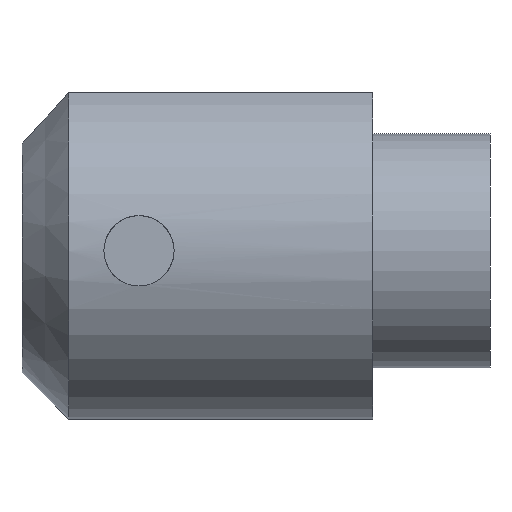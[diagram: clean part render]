
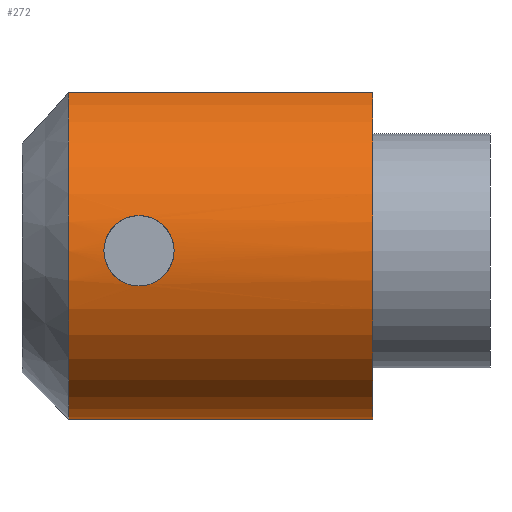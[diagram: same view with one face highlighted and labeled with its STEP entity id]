
A CAD part, left-side view. The second image highlights one B-rep face of the part: STEP entity #272.
In plain terms, the highlighted cylindrical face has radius 7.2 mm (diameter 14.4 mm), a partial arc.
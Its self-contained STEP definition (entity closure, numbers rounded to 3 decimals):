
#2 = CARTESIAN_POINT ( 'NONE',  ( -7.08, 14.244, 1.31 ) ) ;
#7 = CARTESIAN_POINT ( 'NONE',  ( -7.2, 16.5, -0.098 ) ) ;
#26 = FACE_OUTER_BOUND ( 'NONE', #216, .T. ) ;
#29 = FACE_BOUND ( 'NONE', #241, .T. ) ;
#48 = CARTESIAN_POINT ( 'NONE',  ( -7.142, 13.802, 0.923 ) ) ;
#49 = ORIENTED_EDGE ( 'NONE', *, *, #321, .T. ) ;
#53 = CARTESIAN_POINT ( 'NONE',  ( -7.101, 14.078, -1.199 ) ) ;
#55 = EDGE_CURVE ( 'NONE', #683, #437, #523, .T. ) ;
#64 = CARTESIAN_POINT ( 'NONE',  ( -7.111, 15.992, 1.13 ) ) ;
#67 = CARTESIAN_POINT ( 'NONE',  ( -7.19, 16.452, -0.39 ) ) ;
#77 = CARTESIAN_POINT ( 'NONE',  ( -7.184, 16.423, -0.484 ) ) ;
#94 = DIRECTION ( 'NONE',  ( 0., -1., 0. ) ) ;
#102 = CARTESIAN_POINT ( 'NONE',  ( -7.142, 13.808, -0.916 ) ) ;
#105 = CARTESIAN_POINT ( 'NONE',  ( -7.161, 13.699, -0.753 ) ) ;
#126 = CARTESIAN_POINT ( 'NONE',  ( -7.161, 16.301, -0.753 ) ) ;
#130 = AXIS2_PLACEMENT_3D ( 'NONE', #587, #467, #189 ) ;
#132 = CARTESIAN_POINT ( 'NONE',  ( -7.101, 15.922, -1.2 ) ) ;
#158 = CARTESIAN_POINT ( 'NONE',  ( -7.058, 14.515, 1.423 ) ) ;
#159 = ORIENTED_EDGE ( 'NONE', *, *, #55, .T. ) ;
#169 = CARTESIAN_POINT ( 'NONE',  ( -7.052, 14.611, 1.452 ) ) ;
#173 = CARTESIAN_POINT ( 'NONE',  ( -7.044, 14.803, 1.49 ) ) ;
#180 = CARTESIAN_POINT ( 'NONE',  ( -7.044, 15.198, -1.49 ) ) ;
#184 = CARTESIAN_POINT ( 'NONE',  ( -7.082, 15.752, 1.301 ) ) ;
#189 = DIRECTION ( 'NONE',  ( 0., 0., -1. ) ) ;
#193 = DIRECTION ( 'NONE',  ( 0., 0., -1. ) ) ;
#216 = EDGE_LOOP ( 'NONE', ( #314, #742, #295, #728 ) ) ;
#219 = CARTESIAN_POINT ( 'NONE',  ( -7.191, 13.54, 0.395 ) ) ;
#222 = CARTESIAN_POINT ( 'NONE',  ( -7.051, 14.606, -1.46 ) ) ;
#229 = CARTESIAN_POINT ( 'NONE',  ( -7.132, 13.871, -0.993 ) ) ;
#241 = EDGE_LOOP ( 'NONE', ( #159, #49 ) ) ;
#247 = CARTESIAN_POINT ( 'NONE',  ( -7.08, 15.757, -1.31 ) ) ;
#250 = AXIS2_PLACEMENT_3D ( 'NONE', #317, #94, #274 ) ;
#256 = CARTESIAN_POINT ( 'NONE',  ( -2.5, 5., 6.752 ) ) ;
#259 = CARTESIAN_POINT ( 'NONE',  ( 0., 18., 0. ) ) ;
#272 = ADVANCED_FACE ( 'NONE', ( #29, #26 ), #601, .T. ) ;
#274 = DIRECTION ( 'NONE',  ( 0., 0., -1. ) ) ;
#295 = ORIENTED_EDGE ( 'NONE', *, *, #743, .F. ) ;
#303 = VERTEX_POINT ( 'NONE', #507 ) ;
#304 = VECTOR ( 'NONE', #663, 1000. ) ;
#307 = CARTESIAN_POINT ( 'NONE',  ( -7.073, 15.666, 1.347 ) ) ;
#310 = CARTESIAN_POINT ( 'NONE',  ( -7.191, 16.46, 0.394 ) ) ;
#314 = ORIENTED_EDGE ( 'NONE', *, *, #554, .T. ) ;
#317 = CARTESIAN_POINT ( 'NONE',  ( 0., 0., 0. ) ) ;
#321 = EDGE_CURVE ( 'NONE', #437, #683, #491, .T. ) ;
#330 = CARTESIAN_POINT ( 'NONE',  ( -7.162, 13.69, 0.756 ) ) ;
#357 = CARTESIAN_POINT ( 'NONE',  ( -7.052, 15.39, -1.452 ) ) ;
#361 = CARTESIAN_POINT ( 'NONE',  ( -7.198, 16.49, -0.197 ) ) ;
#363 = LINE ( 'NONE', #585, #623 ) ;
#366 = EDGE_CURVE ( 'NONE', #638, #579, #363, .T. ) ;
#386 = CIRCLE ( 'NONE', #130, 7.2 ) ;
#389 = CARTESIAN_POINT ( 'NONE',  ( 0., 5., -7.2 ) ) ;
#390 = CARTESIAN_POINT ( 'NONE',  ( -7.101, 14.077, 1.199 ) ) ;
#401 = CARTESIAN_POINT ( 'NONE',  ( -7.17, 13.653, -0.667 ) ) ;
#410 = CARTESIAN_POINT ( 'NONE',  ( -7.058, 15.484, -1.423 ) ) ;
#414 = CARTESIAN_POINT ( 'NONE',  ( -7.2, 16.5, 0.196 ) ) ;
#423 = CARTESIAN_POINT ( 'NONE',  ( -7.042, 15., 1.5 ) ) ;
#429 = CARTESIAN_POINT ( 'NONE',  ( 0., 0., -7.2 ) ) ;
#436 = CIRCLE ( 'NONE', #698, 7.2 ) ;
#437 = VERTEX_POINT ( 'NONE', #535 ) ;
#438 = DIRECTION ( 'NONE',  ( 0., -1., 0. ) ) ;
#467 = DIRECTION ( 'NONE',  ( 0., -1., 0. ) ) ;
#477 = CARTESIAN_POINT ( 'NONE',  ( -7.132, 16.131, -0.991 ) ) ;
#491 = B_SPLINE_CURVE_WITH_KNOTS ( 'NONE', 3,
 ( #570, #525, #173, #169, #158, #2, #390, #48, #330, #219, #628, #620, #754, #577, #624, #401, #105, #102, #229, #53, #574, #222, #696, #746 ),
 .UNSPECIFIED., .F., .F.,
 ( 4, 2, 2, 2, 2, 2, 2, 2, 2, 2, 2, 4 ),
 ( 0.007, 0.007, 0.008, 0.008, 0.009, 0.009, 0.01, 0.01, 0.01, 0.011, 0.011, 0.012 ),
 .UNSPECIFIED. ) ;
#507 = CARTESIAN_POINT ( 'NONE',  ( 0., 18., -7.2 ) ) ;
#519 = EDGE_CURVE ( 'NONE', #303, #708, #607, .T. ) ;
#523 = B_SPLINE_CURVE_WITH_KNOTS ( 'NONE', 3,
 ( #703, #657, #180, #357, #410, #247, #132, #477, #597, #126, #713, #77, #67, #361, #7, #414, #310, #720, #533, #64, #541, #184, #307, #546, #590, #423 ),
 .UNSPECIFIED., .F., .F.,
 ( 4, 2, 2, 2, 2, 2, 2, 2, 2, 2, 2, 2, 4 ),
 ( 0.002, 0.003, 0.003, 0.004, 0.004, 0.004, 0.004, 0.005, 0.005, 0.006, 0.006, 0.006, 0.007 ),
 .UNSPECIFIED. ) ;
#525 = CARTESIAN_POINT ( 'NONE',  ( -7.042, 14.901, 1.5 ) ) ;
#533 = CARTESIAN_POINT ( 'NONE',  ( -7.142, 16.199, 0.922 ) ) ;
#535 = CARTESIAN_POINT ( 'NONE',  ( -7.042, 15., 1.5 ) ) ;
#541 = CARTESIAN_POINT ( 'NONE',  ( -7.101, 15.915, 1.193 ) ) ;
#546 = CARTESIAN_POINT ( 'NONE',  ( -7.051, 15.393, 1.461 ) ) ;
#554 = EDGE_CURVE ( 'NONE', #579, #303, #436, .T. ) ;
#570 = CARTESIAN_POINT ( 'NONE',  ( -7.042, 15., 1.5 ) ) ;
#574 = CARTESIAN_POINT ( 'NONE',  ( -7.08, 14.245, -1.311 ) ) ;
#577 = CARTESIAN_POINT ( 'NONE',  ( -7.19, 13.548, -0.39 ) ) ;
#579 = VERTEX_POINT ( 'NONE', #611 ) ;
#585 = CARTESIAN_POINT ( 'NONE',  ( -2.5, 0., 6.752 ) ) ;
#587 = CARTESIAN_POINT ( 'NONE',  ( 0., 5., 0. ) ) ;
#590 = CARTESIAN_POINT ( 'NONE',  ( -7.042, 15.198, 1.5 ) ) ;
#597 = CARTESIAN_POINT ( 'NONE',  ( -7.142, 16.193, -0.915 ) ) ;
#601 = CYLINDRICAL_SURFACE ( 'NONE', #250, 7.2 ) ;
#607 = LINE ( 'NONE', #429, #304 ) ;
#611 = CARTESIAN_POINT ( 'NONE',  ( -2.5, 18., 6.752 ) ) ;
#620 = CARTESIAN_POINT ( 'NONE',  ( -7.2, 13.5, -0.1 ) ) ;
#623 = VECTOR ( 'NONE', #652, 1000. ) ;
#624 = CARTESIAN_POINT ( 'NONE',  ( -7.184, 13.577, -0.485 ) ) ;
#628 = CARTESIAN_POINT ( 'NONE',  ( -7.2, 13.5, 0.198 ) ) ;
#638 = VERTEX_POINT ( 'NONE', #256 ) ;
#652 = DIRECTION ( 'NONE',  ( 0., 1., 0. ) ) ;
#657 = CARTESIAN_POINT ( 'NONE',  ( -7.042, 15.098, -1.5 ) ) ;
#663 = DIRECTION ( 'NONE',  ( 0., -1., 0. ) ) ;
#681 = CARTESIAN_POINT ( 'NONE',  ( -7.042, 15., -1.5 ) ) ;
#683 = VERTEX_POINT ( 'NONE', #681 ) ;
#696 = CARTESIAN_POINT ( 'NONE',  ( -7.042, 14.804, -1.5 ) ) ;
#698 = AXIS2_PLACEMENT_3D ( 'NONE', #259, #438, #193 ) ;
#703 = CARTESIAN_POINT ( 'NONE',  ( -7.042, 15., -1.5 ) ) ;
#708 = VERTEX_POINT ( 'NONE', #389 ) ;
#713 = CARTESIAN_POINT ( 'NONE',  ( -7.17, 16.348, -0.665 ) ) ;
#720 = CARTESIAN_POINT ( 'NONE',  ( -7.163, 16.311, 0.755 ) ) ;
#728 = ORIENTED_EDGE ( 'NONE', *, *, #366, .T. ) ;
#742 = ORIENTED_EDGE ( 'NONE', *, *, #519, .T. ) ;
#743 = EDGE_CURVE ( 'NONE', #638, #708, #386, .T. ) ;
#746 = CARTESIAN_POINT ( 'NONE',  ( -7.042, 15., -1.5 ) ) ;
#754 = CARTESIAN_POINT ( 'NONE',  ( -7.198, 13.51, -0.198 ) ) ;
